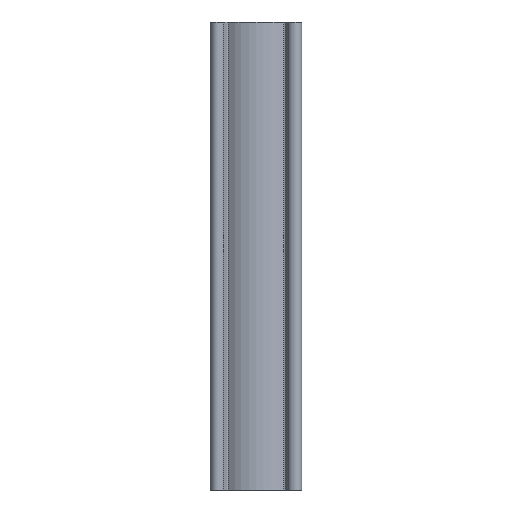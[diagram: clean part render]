
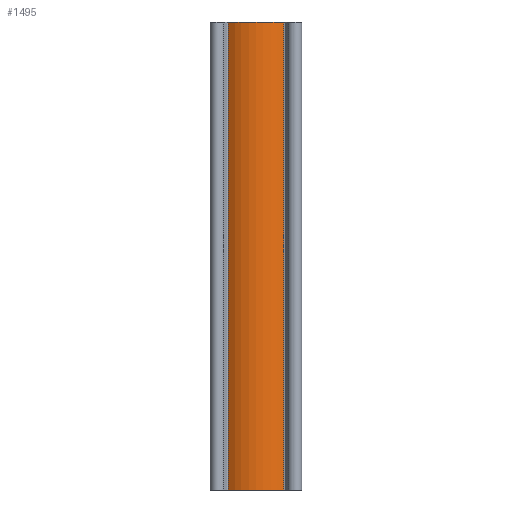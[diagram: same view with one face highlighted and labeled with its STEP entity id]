
A CAD part, front view. The second image highlights one B-rep face of the part: STEP entity #1495.
In plain terms, the highlighted cylindrical face has radius 52.75 mm (diameter 105.5 mm), a partial arc.
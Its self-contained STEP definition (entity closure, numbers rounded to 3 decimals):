
#77 = FACE_OUTER_BOUND ( 'NONE', #5341, .T. ) ;
#127 = LINE ( 'NONE', #791, #2216 ) ;
#503 = CIRCLE ( 'NONE', #3273, 52.75 ) ;
#505 = CARTESIAN_POINT ( 'NONE',  ( -31.92, -41.996, 0. ) ) ;
#541 = ORIENTED_EDGE ( 'NONE', *, *, #4261, .F. ) ;
#676 = VERTEX_POINT ( 'NONE', #4042 ) ;
#678 = LINE ( 'NONE', #2643, #5945 ) ;
#791 = CARTESIAN_POINT ( 'NONE',  ( -31.92, -41.996, 58. ) ) ;
#801 = EDGE_CURVE ( 'NONE', #5616, #3929, #127, .T. ) ;
#974 = ORIENTED_EDGE ( 'NONE', *, *, #4753, .T. ) ;
#1175 = CARTESIAN_POINT ( 'NONE',  ( 31.92, -41.996, 0. ) ) ;
#1495 = ADVANCED_FACE ( 'NONE', ( #77 ), #5357, .T. ) ;
#1564 = DIRECTION ( 'NONE',  ( -1., 0., 0. ) ) ;
#1594 = DIRECTION ( 'NONE',  ( 0., 0., -1. ) ) ;
#1865 = DIRECTION ( 'NONE',  ( 0., 0., 1. ) ) ;
#1936 = CARTESIAN_POINT ( 'NONE',  ( 0., 0., 58. ) ) ;
#2206 = CARTESIAN_POINT ( 'NONE',  ( 0., 0., 538. ) ) ;
#2216 = VECTOR ( 'NONE', #3632, 1000. ) ;
#2302 = DIRECTION ( 'NONE',  ( 0., 0., 1. ) ) ;
#2643 = CARTESIAN_POINT ( 'NONE',  ( 31.92, -41.996, 58. ) ) ;
#2763 = VERTEX_POINT ( 'NONE', #1175 ) ;
#2858 = DIRECTION ( 'NONE',  ( 1., 0., 0. ) ) ;
#3273 = AXIS2_PLACEMENT_3D ( 'NONE', #2206, #2302, #5144 ) ;
#3321 = ORIENTED_EDGE ( 'NONE', *, *, #6330, .F. ) ;
#3386 = AXIS2_PLACEMENT_3D ( 'NONE', #3856, #1865, #2858 ) ;
#3632 = DIRECTION ( 'NONE',  ( 0., 0., -1. ) ) ;
#3811 = CARTESIAN_POINT ( 'NONE',  ( -31.92, -41.996, 538. ) ) ;
#3856 = CARTESIAN_POINT ( 'NONE',  ( 0., 0., 0. ) ) ;
#3929 = VERTEX_POINT ( 'NONE', #505 ) ;
#4042 = CARTESIAN_POINT ( 'NONE',  ( 31.92, -41.996, 538. ) ) ;
#4261 = EDGE_CURVE ( 'NONE', #5616, #676, #503, .T. ) ;
#4717 = AXIS2_PLACEMENT_3D ( 'NONE', #1936, #1594, #1564 ) ;
#4753 = EDGE_CURVE ( 'NONE', #3929, #2763, #5307, .T. ) ;
#4922 = ORIENTED_EDGE ( 'NONE', *, *, #801, .T. ) ;
#5144 = DIRECTION ( 'NONE',  ( 1., 0., 0. ) ) ;
#5307 = CIRCLE ( 'NONE', #3386, 52.75 ) ;
#5341 = EDGE_LOOP ( 'NONE', ( #974, #3321, #541, #4922 ) ) ;
#5357 = CYLINDRICAL_SURFACE ( 'NONE', #4717, 52.75 ) ;
#5569 = DIRECTION ( 'NONE',  ( 0., 0., -1. ) ) ;
#5616 = VERTEX_POINT ( 'NONE', #3811 ) ;
#5945 = VECTOR ( 'NONE', #5569, 1000. ) ;
#6330 = EDGE_CURVE ( 'NONE', #676, #2763, #678, .T. ) ;
